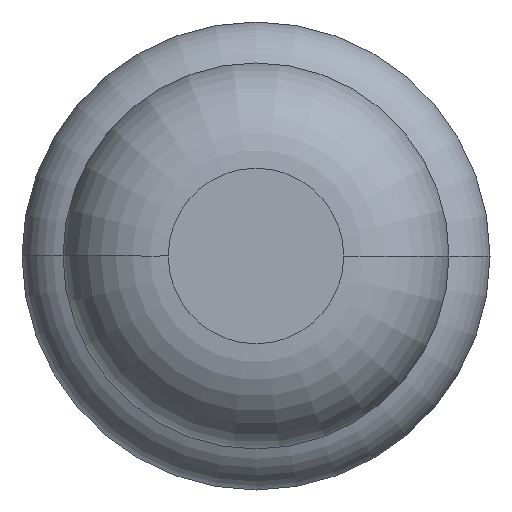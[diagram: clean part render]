
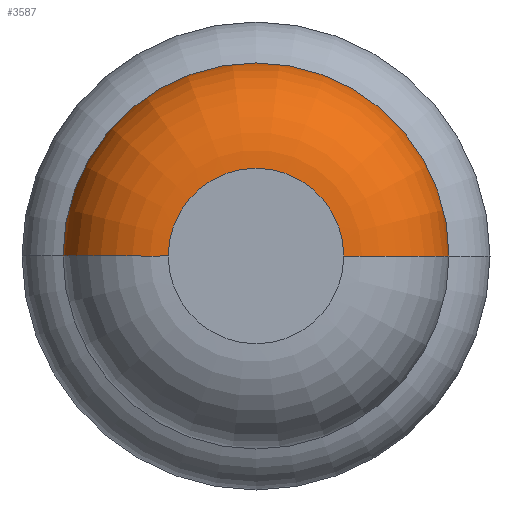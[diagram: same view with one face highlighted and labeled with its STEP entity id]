
A CAD part, front view. The second image highlights one B-rep face of the part: STEP entity #3587.
In plain terms, the highlighted toroidal (fillet/blend) face has major radius 0.375 mm and minor radius 0.45 mm.
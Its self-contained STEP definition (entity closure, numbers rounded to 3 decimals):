
#181 = AXIS2_PLACEMENT_3D ( 'NONE', #3312, #2727, #3621 ) ;
#367 = AXIS2_PLACEMENT_3D ( 'NONE', #1536, #3580, #2738 ) ;
#379 = CARTESIAN_POINT ( 'NONE',  ( -0.375, -32., 0. ) ) ;
#409 = EDGE_CURVE ( 'NONE', #743, #2671, #2284, .T. ) ;
#433 = CARTESIAN_POINT ( 'NONE',  ( -0.825, -31.55, 0. ) ) ;
#477 = ORIENTED_EDGE ( 'NONE', *, *, #2561, .T. ) ;
#620 = AXIS2_PLACEMENT_3D ( 'NONE', #809, #3158, #1394 ) ;
#743 = VERTEX_POINT ( 'NONE', #843 ) ;
#809 = CARTESIAN_POINT ( 'NONE',  ( 0., -32., 0. ) ) ;
#843 = CARTESIAN_POINT ( 'NONE',  ( 0.825, -31.55, 0. ) ) ;
#952 = CARTESIAN_POINT ( 'NONE',  ( 0., -31.55, 0. ) ) ;
#1213 = EDGE_LOOP ( 'NONE', ( #1963, #477, #2182, #2775 ) ) ;
#1394 = DIRECTION ( 'NONE',  ( 1., 0., 0. ) ) ;
#1434 = FACE_OUTER_BOUND ( 'NONE', #1213, .T. ) ;
#1536 = CARTESIAN_POINT ( 'NONE',  ( 0.375, -31.55, 0. ) ) ;
#1548 = DIRECTION ( 'NONE',  ( 1., 0., 0. ) ) ;
#1623 = VERTEX_POINT ( 'NONE', #379 ) ;
#1626 = TOROIDAL_SURFACE ( 'NONE', #3127, 0.375, 0.45 ) ;
#1663 = CARTESIAN_POINT ( 'NONE',  ( 0., -31.55, 0. ) ) ;
#1695 = AXIS2_PLACEMENT_3D ( 'NONE', #1663, #1998, #3753 ) ;
#1963 = ORIENTED_EDGE ( 'NONE', *, *, #3439, .T. ) ;
#1995 = CIRCLE ( 'NONE', #181, 0.45 ) ;
#1998 = DIRECTION ( 'NONE',  ( 0., -1., 0. ) ) ;
#2182 = ORIENTED_EDGE ( 'NONE', *, *, #3412, .F. ) ;
#2284 = CIRCLE ( 'NONE', #367, 0.45 ) ;
#2538 = VERTEX_POINT ( 'NONE', #433 ) ;
#2561 = EDGE_CURVE ( 'NONE', #2538, #1623, #1995, .T. ) ;
#2671 = VERTEX_POINT ( 'NONE', #2774 ) ;
#2727 = DIRECTION ( 'NONE',  ( 0., 0., 1. ) ) ;
#2738 = DIRECTION ( 'NONE',  ( -1., 0., 0. ) ) ;
#2759 = CIRCLE ( 'NONE', #620, 0.375 ) ;
#2774 = CARTESIAN_POINT ( 'NONE',  ( 0.375, -32., 0. ) ) ;
#2775 = ORIENTED_EDGE ( 'NONE', *, *, #409, .F. ) ;
#2800 = CIRCLE ( 'NONE', #1695, 0.825 ) ;
#2969 = DIRECTION ( 'NONE',  ( 0., -1., 0. ) ) ;
#3127 = AXIS2_PLACEMENT_3D ( 'NONE', #952, #2969, #1548 ) ;
#3158 = DIRECTION ( 'NONE',  ( 0., -1., 0. ) ) ;
#3312 = CARTESIAN_POINT ( 'NONE',  ( -0.375, -31.55, 0. ) ) ;
#3412 = EDGE_CURVE ( 'Defeature ausgef�hrt1_6+Defeature ausgef�hrt1_7+Defeature ausgef�hrt1_7+Defeature ausgef�hrt1_7', #2671, #1623, #2759, .T. ) ;
#3439 = EDGE_CURVE ( 'Defeature ausgef�hrt1_7+Defeature ausgef�hrt1_8+Defeature ausgef�hrt1_8+Defeature ausgef�hrt1_8', #743, #2538, #2800, .T. ) ;
#3580 = DIRECTION ( 'NONE',  ( 0., 0., -1. ) ) ;
#3587 = ADVANCED_FACE ( 'Defeature ausgef�hrt1_7', ( #1434 ), #1626, .T. ) ;
#3621 = DIRECTION ( 'NONE',  ( 1., 0., 0. ) ) ;
#3753 = DIRECTION ( 'NONE',  ( 1., 0., 0. ) ) ;
